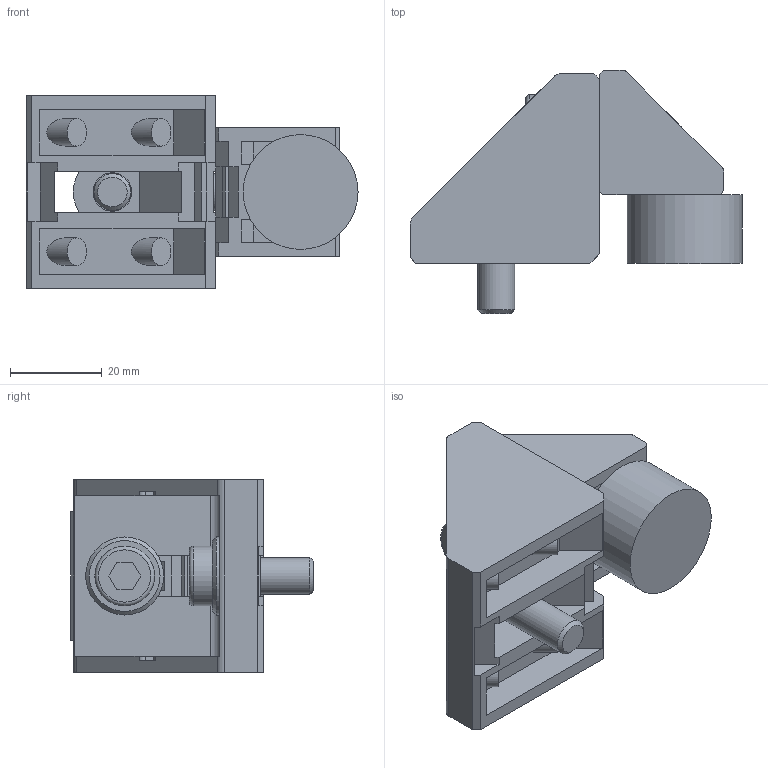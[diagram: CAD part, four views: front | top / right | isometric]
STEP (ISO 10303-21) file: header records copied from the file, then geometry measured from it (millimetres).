
FILE_DESCRIPTION(/* description */ (''),/* implementation_level */ '2;1');
FILE_NAME(/* name */ '52-430-1.stp',/* time_stamp */ '2021-02-01T14:11:37-05:00',/* author */ ('jmurphy'),/* organization */ (''),/* preprocessor_version */ 'ST-DEVELOPER v18.1',/* originating_system */ 'AutoCAD Mechanical',/* authorisation */ '');
FILE_SCHEMA (('AUTOMOTIVE_DESIGN { 1 0 10303 214 3 1 1 }'));
Length unit declared in the file: millimetre
Products named in the file (5): Product; M8FW; M8X22LHSCS-0; ACADMENU; M6 Hex Jam Nut
Assembly tree (13 placements, depth 3):
  Product
    ACADMENU  x7
    M8FW  x2
    M8X22LHSCS-0  x2
      ACADMENU
    M6 Hex Jam Nut
Bounding box: 72.3 x 52.9 x 42 mm (x, y, z)
Volume: 39536.8 mm3; surface area: 24227.6 mm2
Topology: 9 solids, 9 shells, 245 faces, 630 edges, 421 vertices
Faces by surface type: plane 188, cylinder 38, cone 17, torus 2
Full cylindrical faces by diameter (mm): 6 x11, 8 x2, 8.4 x2, 13 x2, 17 x2, 25 x1
Entity records: 7000 total; most frequent: CARTESIAN_POINT 1280, ORIENTED_EDGE 1166, DIRECTION 1141, EDGE_CURVE 583, LINE 447, VECTOR 447, VERTEX_POINT 387, AXIS2_PLACEMENT_3D 347
